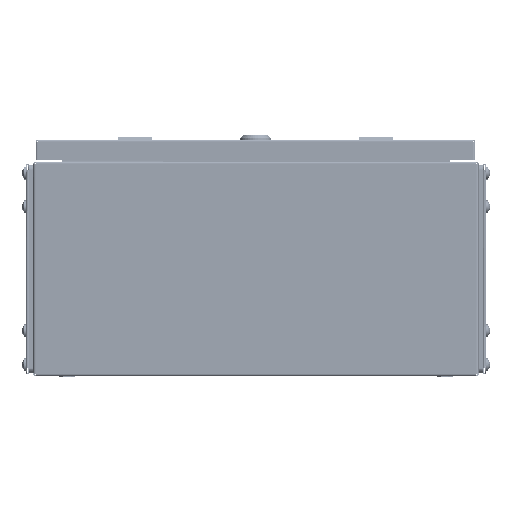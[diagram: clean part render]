
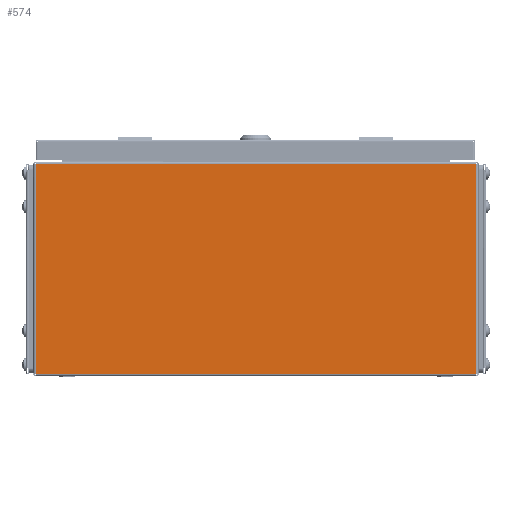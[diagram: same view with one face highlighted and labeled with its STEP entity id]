
A CAD part, left-side view. The second image highlights one B-rep face of the part: STEP entity #574.
In plain terms, the highlighted planar face has unit normal (-1, 0, 0).
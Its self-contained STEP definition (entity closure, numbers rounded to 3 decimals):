
#574 = ADVANCED_FACE ( 'NONE', ( #76722 ), #9323, .F. ) ;
#902 = VERTEX_POINT ( 'NONE', #31812 ) ;
#2411 = VECTOR ( 'NONE', #42502, 1000. ) ;
#3939 = VERTEX_POINT ( 'NONE', #77735 ) ;
#7179 = VECTOR ( 'NONE', #70533, 1000. ) ;
#8106 = CARTESIAN_POINT ( 'NONE',  ( -150., -195.5, 0. ) ) ;
#8584 = DIRECTION ( 'NONE',  ( 0., 1., 0. ) ) ;
#9323 = PLANE ( 'NONE',  #31727 ) ;
#11312 = ORIENTED_EDGE ( 'NONE', *, *, #53717, .T. ) ;
#13818 = CARTESIAN_POINT ( 'NONE',  ( -150., 195.5, 1. ) ) ;
#20592 = VECTOR ( 'NONE', #38069, 1000. ) ;
#24576 = CARTESIAN_POINT ( 'NONE',  ( -150., -195.5, 187.5 ) ) ;
#26201 = EDGE_CURVE ( 'NONE', #66736, #36692, #77502, .T. ) ;
#27978 = CARTESIAN_POINT ( 'NONE',  ( -150., -195.5, 1. ) ) ;
#28195 = ORIENTED_EDGE ( 'NONE', *, *, #73004, .T. ) ;
#28304 = LINE ( 'NONE', #65668, #43445 ) ;
#31727 = AXIS2_PLACEMENT_3D ( 'NONE', #40938, #45482, #66019 ) ;
#31812 = CARTESIAN_POINT ( 'NONE',  ( -150., 195.5, 1. ) ) ;
#34775 = EDGE_CURVE ( 'NONE', #66736, #902, #70099, .T. ) ;
#36692 = VERTEX_POINT ( 'NONE', #24576 ) ;
#38069 = DIRECTION ( 'NONE',  ( 0., 1., 0. ) ) ;
#40938 = CARTESIAN_POINT ( 'NONE',  ( -150., 0., 0. ) ) ;
#42502 = DIRECTION ( 'NONE',  ( 0., 0., -1. ) ) ;
#43445 = VECTOR ( 'NONE', #8584, 1000. ) ;
#45482 = DIRECTION ( 'NONE',  ( 1., 0., 0. ) ) ;
#48208 = EDGE_LOOP ( 'NONE', ( #11312, #28195, #55923, #70044 ) ) ;
#53717 = EDGE_CURVE ( 'NONE', #36692, #3939, #28304, .T. ) ;
#54433 = LINE ( 'NONE', #79500, #2411 ) ;
#55923 = ORIENTED_EDGE ( 'NONE', *, *, #34775, .F. ) ;
#65668 = CARTESIAN_POINT ( 'NONE',  ( -150., -195.5, 187.5 ) ) ;
#66019 = DIRECTION ( 'NONE',  ( 0., 0., -1. ) ) ;
#66736 = VERTEX_POINT ( 'NONE', #27978 ) ;
#70044 = ORIENTED_EDGE ( 'NONE', *, *, #26201, .T. ) ;
#70099 = LINE ( 'NONE', #13818, #20592 ) ;
#70533 = DIRECTION ( 'NONE',  ( 0., 0., 1. ) ) ;
#73004 = EDGE_CURVE ( 'NONE', #3939, #902, #54433, .T. ) ;
#76722 = FACE_OUTER_BOUND ( 'NONE', #48208, .T. ) ;
#77502 = LINE ( 'NONE', #8106, #7179 ) ;
#77735 = CARTESIAN_POINT ( 'NONE',  ( -150., 195.5, 187.5 ) ) ;
#79500 = CARTESIAN_POINT ( 'NONE',  ( -150., 195.5, 0. ) ) ;
